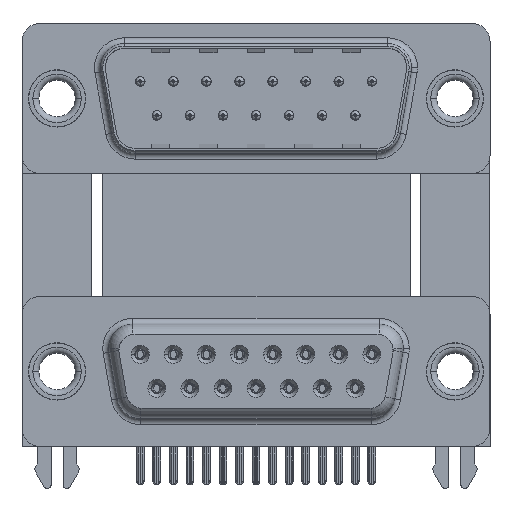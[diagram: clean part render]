
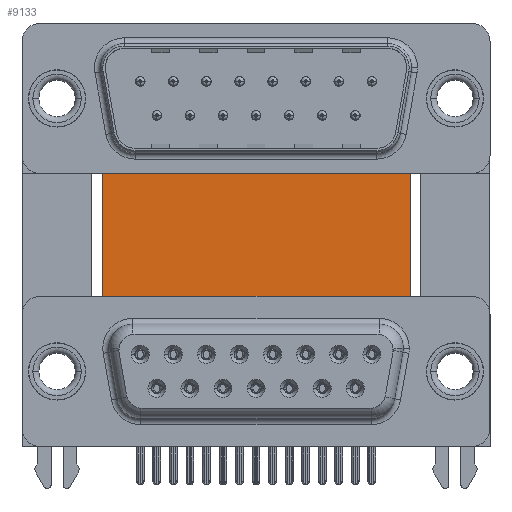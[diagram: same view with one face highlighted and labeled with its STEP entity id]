
A CAD part, top view. The second image highlights one B-rep face of the part: STEP entity #9133.
In plain terms, the highlighted planar face has unit normal (0, 0, 1).
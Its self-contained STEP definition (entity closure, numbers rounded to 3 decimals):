
#486 = FACE_OUTER_BOUND ( 'NONE', #38519, .T. ) ;
#911 = ORIENTED_EDGE ( 'NONE', *, *, #4050, .F. ) ;
#2038 = EDGE_CURVE ( 'NONE', #8188, #5727, #7689, .T. ) ;
#4050 = EDGE_CURVE ( 'NONE', #5000, #34916, #31325, .T. ) ;
#5000 = VERTEX_POINT ( 'NONE', #18249 ) ;
#5727 = VERTEX_POINT ( 'NONE', #6763 ) ;
#6763 = CARTESIAN_POINT ( 'NONE',  ( 29.58, -3.735, -12. ) ) ;
#7180 = DIRECTION ( 'NONE',  ( 1., 0., 0. ) ) ;
#7201 = VECTOR ( 'NONE', #13099, 1000. ) ;
#7689 = LINE ( 'NONE', #21329, #17324 ) ;
#8188 = VERTEX_POINT ( 'NONE', #13638 ) ;
#9133 = ADVANCED_FACE ( 'NONE', ( #486 ), #13940, .F. ) ;
#13099 = DIRECTION ( 'NONE',  ( 0., -1., 0. ) ) ;
#13585 = CARTESIAN_POINT ( 'NONE',  ( 3.79, 16.585, -12. ) ) ;
#13638 = CARTESIAN_POINT ( 'NONE',  ( 3.79, -3.735, -12. ) ) ;
#13940 = PLANE ( 'NONE',  #36000 ) ;
#16728 = EDGE_CURVE ( 'NONE', #5000, #8188, #33962, .T. ) ;
#17324 = VECTOR ( 'NONE', #21098, 1000. ) ;
#17783 = VECTOR ( 'NONE', #39631, 1000. ) ;
#18034 = EDGE_CURVE ( 'NONE', #34916, #5727, #20075, .T. ) ;
#18249 = CARTESIAN_POINT ( 'NONE',  ( 3.79, 16.585, -12. ) ) ;
#18953 = DIRECTION ( 'NONE',  ( 0., 0., -1. ) ) ;
#19278 = VECTOR ( 'NONE', #7180, 1000. ) ;
#19453 = ORIENTED_EDGE ( 'NONE', *, *, #18034, .F. ) ;
#20075 = LINE ( 'NONE', #26242, #17783 ) ;
#21098 = DIRECTION ( 'NONE',  ( 1., 0., 0. ) ) ;
#21329 = CARTESIAN_POINT ( 'NONE',  ( 3.79, -3.735, -12. ) ) ;
#23707 = ORIENTED_EDGE ( 'NONE', *, *, #2038, .T. ) ;
#25121 = DIRECTION ( 'NONE',  ( -1., 0., 0. ) ) ;
#26061 = ORIENTED_EDGE ( 'NONE', *, *, #16728, .T. ) ;
#26242 = CARTESIAN_POINT ( 'NONE',  ( 29.58, 16.585, -12. ) ) ;
#26953 = CARTESIAN_POINT ( 'NONE',  ( 3.79, 16.585, -12. ) ) ;
#27343 = CARTESIAN_POINT ( 'NONE',  ( 3.79, 16.585, -12. ) ) ;
#31325 = LINE ( 'NONE', #13585, #19278 ) ;
#33962 = LINE ( 'NONE', #26953, #7201 ) ;
#34916 = VERTEX_POINT ( 'NONE', #37746 ) ;
#36000 = AXIS2_PLACEMENT_3D ( 'NONE', #27343, #18953, #25121 ) ;
#37746 = CARTESIAN_POINT ( 'NONE',  ( 29.58, 16.585, -12. ) ) ;
#38519 = EDGE_LOOP ( 'NONE', ( #23707, #19453, #911, #26061 ) ) ;
#39631 = DIRECTION ( 'NONE',  ( 0., -1., 0. ) ) ;
